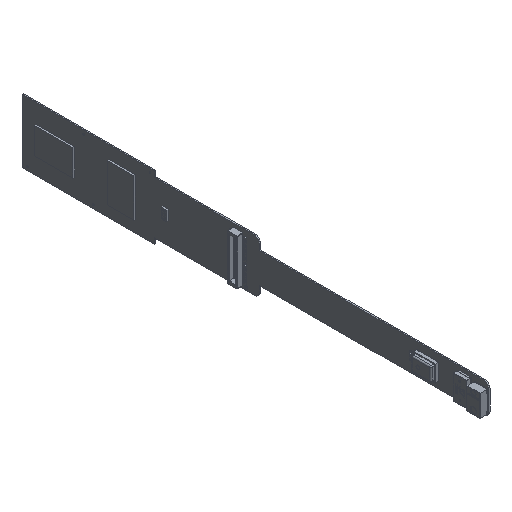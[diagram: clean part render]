
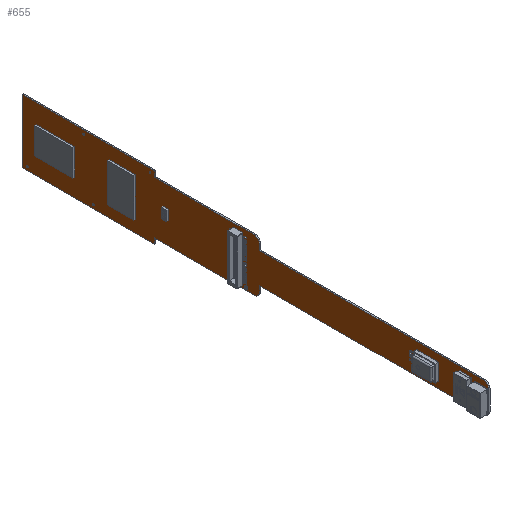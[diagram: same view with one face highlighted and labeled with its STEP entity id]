
A CAD part, isometric view. The second image highlights one B-rep face of the part: STEP entity #655.
In plain terms, the highlighted planar face has unit normal (-1, 0, 0).
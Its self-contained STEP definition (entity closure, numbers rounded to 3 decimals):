
#438=CARTESIAN_POINT('',(15.4,-6.6,-93.));
#439=DIRECTION('',(-1.,0.,0.));
#440=DIRECTION('',(0.,1.,0.));
#441=AXIS2_PLACEMENT_3D('',#438,#439,#440);
#442=PLANE('',#441);
#443=CARTESIAN_POINT('',(15.4,81.1,0.5));
#444=VERTEX_POINT('',#443);
#445=CARTESIAN_POINT('',(15.4,81.1,0.65));
#446=DIRECTION('',(1.,0.,0.));
#447=DIRECTION('',(0.,0.,-1.));
#448=AXIS2_PLACEMENT_3D('',#445,#446,#447);
#449=CIRCLE('',#448,0.15);
#450=EDGE_CURVE('',#444,#444,#449,.T.);
#451=ORIENTED_EDGE('',*,*,#450,.T.);
#452=EDGE_LOOP('',(#451));
#453=FACE_BOUND('',#452,.T.);
#454=CARTESIAN_POINT('',(15.4,58.9,10.7));
#455=VERTEX_POINT('',#454);
#456=CARTESIAN_POINT('',(15.4,58.9,10.85));
#457=DIRECTION('',(1.,0.,0.));
#458=DIRECTION('',(0.,0.,-1.));
#459=AXIS2_PLACEMENT_3D('',#456,#457,#458);
#460=CIRCLE('',#459,0.15);
#461=EDGE_CURVE('',#455,#455,#460,.T.);
#462=ORIENTED_EDGE('',*,*,#461,.T.);
#463=EDGE_LOOP('',(#462));
#464=FACE_BOUND('',#463,.T.);
#465=CARTESIAN_POINT('',(15.4,69.1,0.5));
#466=VERTEX_POINT('',#465);
#467=CARTESIAN_POINT('',(15.4,69.1,0.65));
#468=DIRECTION('',(1.,0.,0.));
#469=DIRECTION('',(0.,0.,-1.));
#470=AXIS2_PLACEMENT_3D('',#467,#468,#469);
#471=CIRCLE('',#470,0.15);
#472=EDGE_CURVE('',#466,#466,#471,.T.);
#473=ORIENTED_EDGE('',*,*,#472,.T.);
#474=EDGE_LOOP('',(#473));
#475=FACE_BOUND('',#474,.T.);
#476=CARTESIAN_POINT('',(15.4,70.9,10.7));
#477=VERTEX_POINT('',#476);
#478=CARTESIAN_POINT('',(15.4,70.9,10.85));
#479=DIRECTION('',(1.,0.,0.));
#480=DIRECTION('',(0.,0.,-1.));
#481=AXIS2_PLACEMENT_3D('',#478,#479,#480);
#482=CIRCLE('',#481,0.15);
#483=EDGE_CURVE('',#477,#477,#482,.T.);
#484=ORIENTED_EDGE('',*,*,#483,.T.);
#485=EDGE_LOOP('',(#484));
#486=FACE_BOUND('',#485,.T.);
#487=CARTESIAN_POINT('',(15.4,58.066,1.));
#488=VERTEX_POINT('',#487);
#489=CARTESIAN_POINT('',(15.4,40.066,1.));
#490=VERTEX_POINT('',#489);
#491=CARTESIAN_POINT('',(15.4,58.066,1.));
#492=DIRECTION('',(0.,-1.,0.));
#493=VECTOR('',#492,18.);
#494=LINE('',#491,#493);
#495=EDGE_CURVE('',#488,#490,#494,.T.);
#496=ORIENTED_EDGE('',*,*,#495,.T.);
#497=CARTESIAN_POINT('',(15.4,39.066,2.));
#498=VERTEX_POINT('',#497);
#499=CARTESIAN_POINT('',(15.4,40.066,2.));
#500=DIRECTION('',(-1.,0.,0.));
#501=DIRECTION('',(0.,0.,1.));
#502=AXIS2_PLACEMENT_3D('',#499,#500,#501);
#503=CIRCLE('',#502,1.);
#504=EDGE_CURVE('',#490,#498,#503,.T.);
#505=ORIENTED_EDGE('',*,*,#504,.T.);
#506=CARTESIAN_POINT('',(15.4,39.066,3.));
#507=VERTEX_POINT('',#506);
#508=CARTESIAN_POINT('',(15.4,39.066,2.));
#509=DIRECTION('',(0.,0.,1.));
#510=VECTOR('',#509,1.);
#511=LINE('',#508,#510);
#512=EDGE_CURVE('',#498,#507,#511,.T.);
#513=ORIENTED_EDGE('',*,*,#512,.T.);
#514=CARTESIAN_POINT('',(15.4,-1.434,3.));
#515=VERTEX_POINT('',#514);
#516=CARTESIAN_POINT('',(15.4,39.066,3.));
#517=DIRECTION('',(0.,-1.,0.));
#518=VECTOR('',#517,40.5);
#519=LINE('',#516,#518);
#520=EDGE_CURVE('',#507,#515,#519,.T.);
#521=ORIENTED_EDGE('',*,*,#520,.T.);
#522=CARTESIAN_POINT('',(15.4,-2.434,4.));
#523=VERTEX_POINT('',#522);
#524=CARTESIAN_POINT('',(15.4,-1.434,4.));
#525=DIRECTION('',(-1.,0.,0.));
#526=DIRECTION('',(0.,0.,1.));
#527=AXIS2_PLACEMENT_3D('',#524,#525,#526);
#528=CIRCLE('',#527,1.);
#529=EDGE_CURVE('',#515,#523,#528,.T.);
#530=ORIENTED_EDGE('',*,*,#529,.T.);
#531=CARTESIAN_POINT('',(15.4,-2.434,7.5));
#532=VERTEX_POINT('',#531);
#533=CARTESIAN_POINT('',(15.4,-2.434,4.));
#534=DIRECTION('',(0.,0.,1.));
#535=VECTOR('',#534,3.5);
#536=LINE('',#533,#535);
#537=EDGE_CURVE('',#523,#532,#536,.T.);
#538=ORIENTED_EDGE('',*,*,#537,.T.);
#539=CARTESIAN_POINT('',(15.4,-1.434,8.5));
#540=VERTEX_POINT('',#539);
#541=CARTESIAN_POINT('',(15.4,-1.434,7.5));
#542=DIRECTION('',(-1.,0.,0.));
#543=DIRECTION('',(0.,0.,1.));
#544=AXIS2_PLACEMENT_3D('',#541,#542,#543);
#545=CIRCLE('',#544,1.);
#546=EDGE_CURVE('',#532,#540,#545,.T.);
#547=ORIENTED_EDGE('',*,*,#546,.T.);
#548=CARTESIAN_POINT('',(15.4,39.066,8.5));
#549=VERTEX_POINT('',#548);
#550=CARTESIAN_POINT('',(15.4,-1.434,8.5));
#551=DIRECTION('',(0.,1.,0.));
#552=VECTOR('',#551,40.5);
#553=LINE('',#550,#552);
#554=EDGE_CURVE('',#540,#549,#553,.T.);
#555=ORIENTED_EDGE('',*,*,#554,.T.);
#556=CARTESIAN_POINT('',(15.4,39.066,9.5));
#557=VERTEX_POINT('',#556);
#558=CARTESIAN_POINT('',(15.4,39.066,8.5));
#559=DIRECTION('',(0.,0.,1.));
#560=VECTOR('',#559,1.);
#561=LINE('',#558,#560);
#562=EDGE_CURVE('',#549,#557,#561,.T.);
#563=ORIENTED_EDGE('',*,*,#562,.T.);
#564=CARTESIAN_POINT('',(15.4,40.066,10.5));
#565=VERTEX_POINT('',#564);
#566=CARTESIAN_POINT('',(15.4,40.066,9.5));
#567=DIRECTION('',(-1.,0.,0.));
#568=DIRECTION('',(0.,0.,1.));
#569=AXIS2_PLACEMENT_3D('',#566,#567,#568);
#570=CIRCLE('',#569,1.);
#571=EDGE_CURVE('',#557,#565,#570,.T.);
#572=ORIENTED_EDGE('',*,*,#571,.T.);
#573=CARTESIAN_POINT('',(15.4,58.066,10.5));
#574=VERTEX_POINT('',#573);
#575=CARTESIAN_POINT('',(15.4,58.066,10.5));
#576=DIRECTION('',(0.,-1.,0.));
#577=VECTOR('',#576,18.);
#578=LINE('',#575,#577);
#579=EDGE_CURVE('',#574,#565,#578,.T.);
#580=ORIENTED_EDGE('',*,*,#579,.F.);
#581=CARTESIAN_POINT('',(15.4,58.066,11.5));
#582=VERTEX_POINT('',#581);
#583=CARTESIAN_POINT('',(15.4,58.066,10.5));
#584=DIRECTION('',(0.,0.,1.));
#585=VECTOR('',#584,1.);
#586=LINE('',#583,#585);
#587=EDGE_CURVE('',#574,#582,#586,.T.);
#588=ORIENTED_EDGE('',*,*,#587,.T.);
#589=CARTESIAN_POINT('',(15.4,82.066,11.5));
#590=VERTEX_POINT('',#589);
#591=CARTESIAN_POINT('',(15.4,82.066,11.5));
#592=DIRECTION('',(0.,-1.,0.));
#593=VECTOR('',#592,24.);
#594=LINE('',#591,#593);
#595=EDGE_CURVE('',#590,#582,#594,.T.);
#596=ORIENTED_EDGE('',*,*,#595,.F.);
#597=CARTESIAN_POINT('',(15.4,82.066,0.));
#598=VERTEX_POINT('',#597);
#599=CARTESIAN_POINT('',(15.4,82.066,0.));
#600=DIRECTION('',(0.,0.,1.));
#601=VECTOR('',#600,11.5);
#602=LINE('',#599,#601);
#603=EDGE_CURVE('',#598,#590,#602,.T.);
#604=ORIENTED_EDGE('',*,*,#603,.F.);
#605=CARTESIAN_POINT('',(15.4,58.066,0.));
#606=VERTEX_POINT('',#605);
#607=CARTESIAN_POINT('',(15.4,58.066,0.));
#608=DIRECTION('',(0.,1.,-0.));
#609=VECTOR('',#608,24.);
#610=LINE('',#607,#609);
#611=EDGE_CURVE('',#606,#598,#610,.T.);
#612=ORIENTED_EDGE('',*,*,#611,.F.);
#613=CARTESIAN_POINT('',(15.4,58.066,1.));
#614=DIRECTION('',(0.,0.,-1.));
#615=VECTOR('',#614,1.);
#616=LINE('',#613,#615);
#617=EDGE_CURVE('',#488,#606,#616,.T.);
#618=ORIENTED_EDGE('',*,*,#617,.F.);
#619=EDGE_LOOP('',(#496,#505,#513,#521,#530,#538,#547,#555,#563,#572,#580,#588,#596,#604,#612,#618));
#620=FACE_BOUND('',#619,.T.);
#621=CARTESIAN_POINT('',(15.4,56.546,6.724));
#622=VERTEX_POINT('',#621);
#623=CARTESIAN_POINT('',(15.4,55.546,6.724));
#624=VERTEX_POINT('',#623);
#625=CARTESIAN_POINT('',(15.4,56.546,6.724));
#626=DIRECTION('',(0.,-1.,0.));
#627=VECTOR('',#626,1.);
#628=LINE('',#625,#627);
#629=EDGE_CURVE('',#622,#624,#628,.T.);
#630=ORIENTED_EDGE('',*,*,#629,.T.);
#631=CARTESIAN_POINT('',(15.4,55.546,4.924));
#632=VERTEX_POINT('',#631);
#633=CARTESIAN_POINT('',(15.4,55.546,6.724));
#634=DIRECTION('',(0.,0.,-1.));
#635=VECTOR('',#634,1.8);
#636=LINE('',#633,#635);
#637=EDGE_CURVE('',#624,#632,#636,.T.);
#638=ORIENTED_EDGE('',*,*,#637,.T.);
#639=CARTESIAN_POINT('',(15.4,56.546,4.924));
#640=VERTEX_POINT('',#639);
#641=CARTESIAN_POINT('',(15.4,55.546,4.924));
#642=DIRECTION('',(0.,1.,0.));
#643=VECTOR('',#642,1.);
#644=LINE('',#641,#643);
#645=EDGE_CURVE('',#632,#640,#644,.T.);
#646=ORIENTED_EDGE('',*,*,#645,.T.);
#647=CARTESIAN_POINT('',(15.4,56.546,4.924));
#648=DIRECTION('',(0.,0.,1.));
#649=VECTOR('',#648,1.8);
#650=LINE('',#647,#649);
#651=EDGE_CURVE('',#640,#622,#650,.T.);
#652=ORIENTED_EDGE('',*,*,#651,.T.);
#653=EDGE_LOOP('',(#630,#638,#646,#652));
#654=FACE_BOUND('',#653,.T.);
#655=ADVANCED_FACE('',(#453,#464,#475,#486,#620,#654),#442,.T.);
